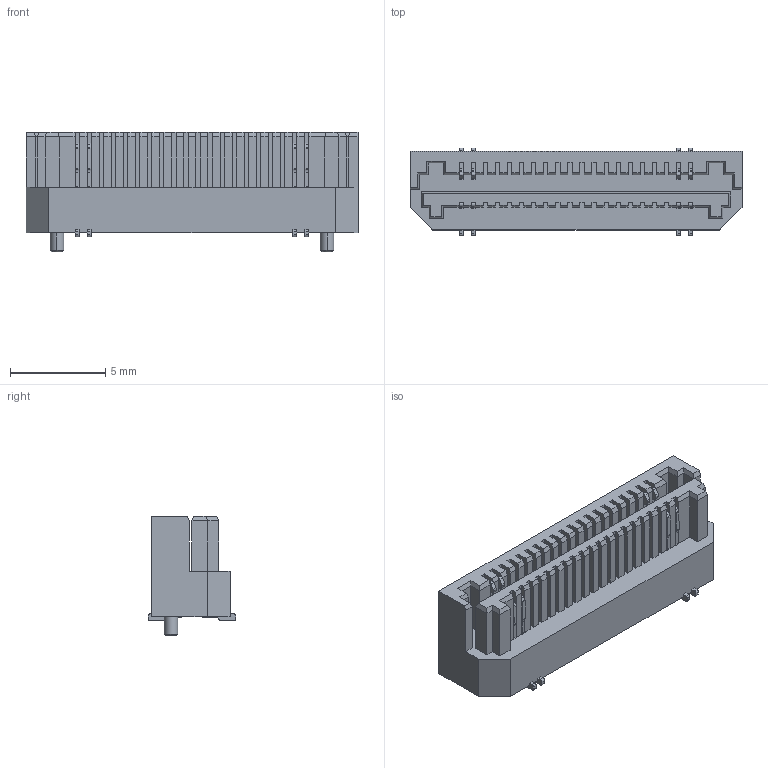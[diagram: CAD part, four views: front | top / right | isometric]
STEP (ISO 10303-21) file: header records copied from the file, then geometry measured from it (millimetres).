
FILE_DESCRIPTION((''),'2;1');
FILE_NAME('SAMTEC_LSS-120-03-L-DV-A.stp','2015-11-10T15:41:25',(''),(''),'Mechanical Desktop 2011','Mechanical Desktop 2011',', , ');
FILE_SCHEMA(('AUTOMOTIVE_DESIGN { 1 2 10303 214 1 1 1 1 }'));
Length unit declared in the file: millimetre
Products named in the file (1): Product
Bounding box: 17.45 x 4.6 x 6.3 mm (x, y, z)
Volume: 262 mm3; surface area: 609 mm2
Topology: 17 solids, 17 shells, 498 faces, 1355 edges, 894 vertices
Faces by surface type: plane 398, cylinder 96, cone 4
Entity records: 15574 total; most frequent: CARTESIAN_POINT 2748, ORIENTED_EDGE 2710, DIRECTION 2549, EDGE_CURVE 1355, VECTOR 1159, LINE 1159, VERTEX_POINT 894, AXIS2_PLACEMENT_3D 695
